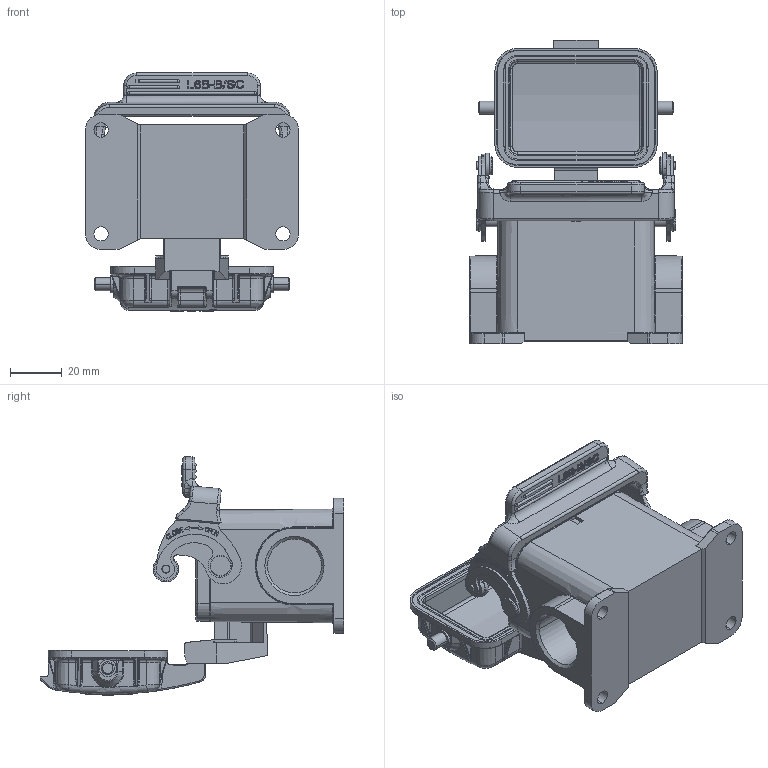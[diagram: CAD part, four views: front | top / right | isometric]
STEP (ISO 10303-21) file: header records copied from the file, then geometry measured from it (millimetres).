
FILE_DESCRIPTION((''),'2;1');
FILE_NAME('3D_1110062611103_H6B-SF-1L_SC-M','2020-09-29T',('lian.chen'),(''),'PRO/ENGINEER BY PARAMETRIC TECHNOLOGY CORPORATION, 2012480','PRO/ENGINEER BY PARAMETRIC TECHNOLOGY CORPORATION, 2012480','');
FILE_SCHEMA(('AUTOMOTIVE_DESIGN { 1 0 10303 214 1 1 1 1 }'));
Products named in the file (1): 3D_1110062611103_H6B-SF-1L_SC-M
Bounding box: 82 x 116.93 x 91.72 mm (x, y, z)
Volume: 98042.5 mm3; surface area: 57336.6 mm2
Topology: 1 solids, 31 shells, 1886 faces, 4924 edges, 3138 vertices
Faces by surface type: plane 698, cylinder 484, extrusion 266, bspline 194, torus 167, cone 47, sphere 30
Entity records: 72285 total; most frequent: CARTESIAN_POINT 27494, ORIENTED_EDGE 9696, DIRECTION 7993, EDGE_CURVE 4887, VERTEX_POINT 3138, AXIS2_PLACEMENT_3D 2697, VECTOR 2599, LINE 2333
